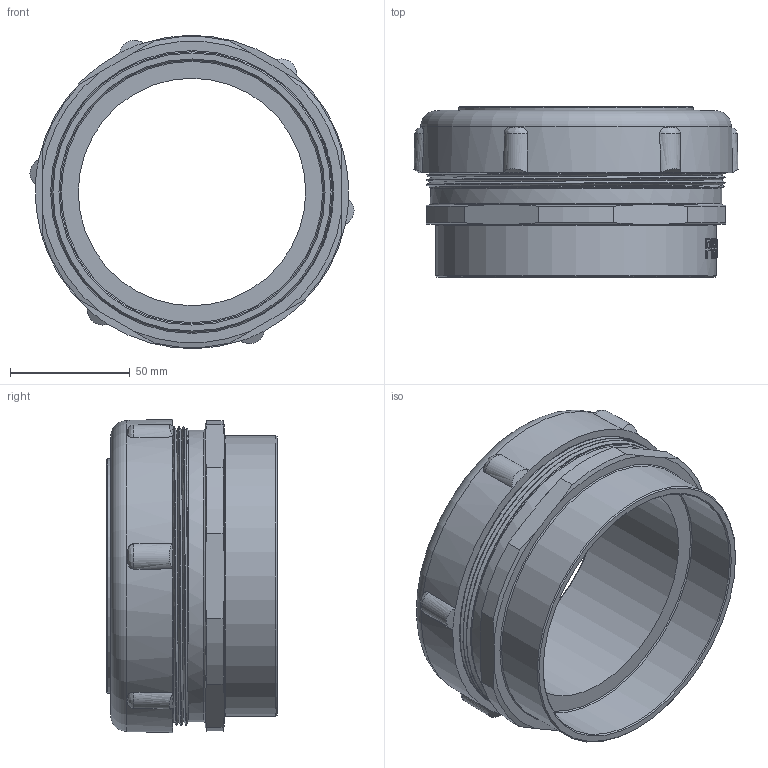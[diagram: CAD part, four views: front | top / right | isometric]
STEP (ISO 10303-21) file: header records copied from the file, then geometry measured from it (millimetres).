
FILE_DESCRIPTION(/* description */ (''),/* implementation_level */ '2;1');
FILE_NAME(/* name */ '',/* time_stamp */ '2025-06-06T09:36:26+07:00',/* author */ ('zeta-82'),/* organization */ (''),/* preprocessor_version */ 'ST-DEVELOPER v19.2',/* originating_system */ 'Autodesk Inventor 2024',/* authorisation */ '');
FILE_SCHEMA (('AUTOMOTIVE_DESIGN { 1 0 10303 214 3 1 1 }'));
Length unit declared in the file: millimetre
Products named in the file (1): ЗЭТА.105.220.000-15 РКв-
100
Bounding box: 135.28 x 71 x 130.8 mm (x, y, z)
Volume: 213422.7 mm3; surface area: 92914.3 mm2
Topology: 7 solids, 7 shells, 311 faces, 770 edges, 490 vertices
Faces by surface type: bspline 120, cylinder 66, plane 54, cone 24, torus 24, sphere 23
Full cylindrical faces by diameter (mm): 95 x1, 98 x1, 110.1 x1, 111 x1, 113 x1, 117.1 x1, 121.689 x1, 124.72 x1
Entity records: 16040 total; most frequent: CARTESIAN_POINT 9004, ORIENTED_EDGE 1546, DIRECTION 1142, EDGE_CURVE 773, VERTEX_POINT 495, AXIS2_PLACEMENT_3D 471, EDGE_LOOP 332, STYLED_ITEM 316
